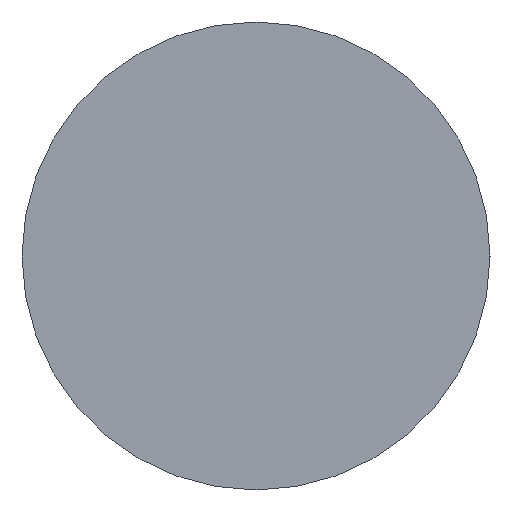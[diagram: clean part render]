
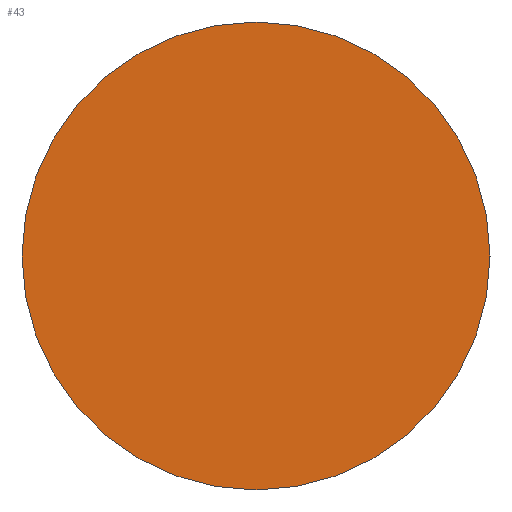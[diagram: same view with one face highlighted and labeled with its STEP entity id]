
A CAD part, left-side view. The second image highlights one B-rep face of the part: STEP entity #43.
In plain terms, the highlighted planar face has unit normal (-1, 0, 0).
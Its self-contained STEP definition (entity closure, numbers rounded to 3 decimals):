
#2 = DIRECTION ( 'NONE',  ( -1., 0., 0. ) ) ;
#3 = CARTESIAN_POINT ( 'NONE',  ( 853.477, 273.089, 0. ) ) ;
#10 = DIRECTION ( 'NONE',  ( -1., 0., 0. ) ) ;
#17 = ORIENTED_EDGE ( 'NONE', *, *, #74, .T. ) ;
#23 = FACE_OUTER_BOUND ( 'NONE', #27, .T. ) ;
#27 = EDGE_LOOP ( 'NONE', ( #51, #17 ) ) ;
#32 = CARTESIAN_POINT ( 'NONE',  ( 853.477, 273.089, 0. ) ) ;
#37 = AXIS2_PLACEMENT_3D ( 'NONE', #3, #94, #143 ) ;
#38 = VERTEX_POINT ( 'NONE', #102 ) ;
#43 = ADVANCED_FACE ( 'NONE', ( #23 ), #73, .F. ) ;
#51 = ORIENTED_EDGE ( 'NONE', *, *, #89, .T. ) ;
#69 = CARTESIAN_POINT ( 'NONE',  ( 853.477, 273.089, -12.7 ) ) ;
#73 = PLANE ( 'NONE',  #37 ) ;
#74 = EDGE_CURVE ( 'NONE', #118, #38, #164, .T. ) ;
#89 = EDGE_CURVE ( 'NONE', #38, #118, #179, .T. ) ;
#94 = DIRECTION ( 'NONE',  ( 1., 0., 0. ) ) ;
#99 = DIRECTION ( 'NONE',  ( 0., 0., 1. ) ) ;
#102 = CARTESIAN_POINT ( 'NONE',  ( 853.477, 273.089, 12.7 ) ) ;
#118 = VERTEX_POINT ( 'NONE', #69 ) ;
#128 = DIRECTION ( 'NONE',  ( 0., 0., 1. ) ) ;
#143 = DIRECTION ( 'NONE',  ( 0., 0., -1. ) ) ;
#153 = AXIS2_PLACEMENT_3D ( 'NONE', #176, #10, #128 ) ;
#164 = CIRCLE ( 'NONE', #153, 12.7 ) ;
#176 = CARTESIAN_POINT ( 'NONE',  ( 853.477, 273.089, 0. ) ) ;
#179 = CIRCLE ( 'NONE', #180, 12.7 ) ;
#180 = AXIS2_PLACEMENT_3D ( 'NONE', #32, #2, #99 ) ;
